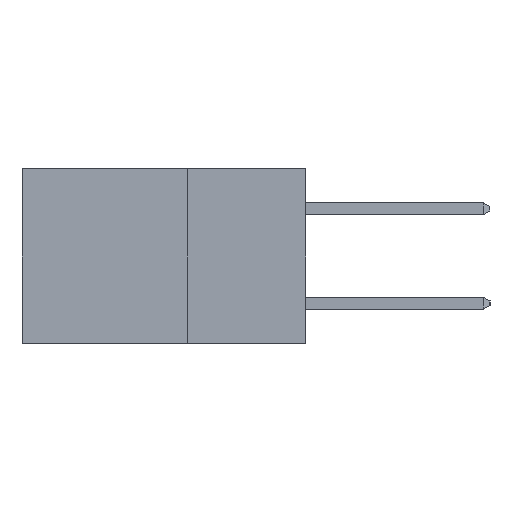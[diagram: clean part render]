
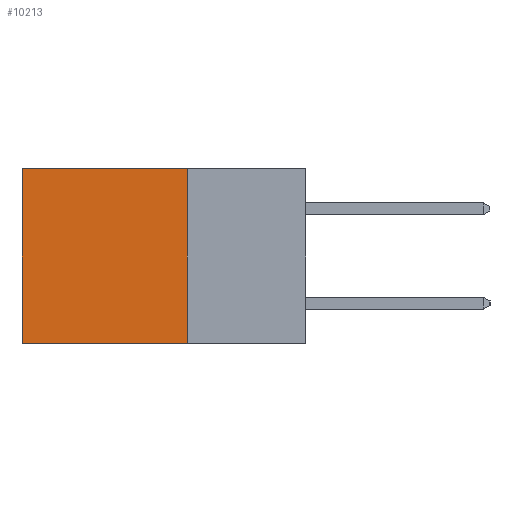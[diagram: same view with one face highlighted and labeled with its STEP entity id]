
A CAD part, left-side view. The second image highlights one B-rep face of the part: STEP entity #10213.
In plain terms, the highlighted planar face has unit normal (-1, 0, 0).
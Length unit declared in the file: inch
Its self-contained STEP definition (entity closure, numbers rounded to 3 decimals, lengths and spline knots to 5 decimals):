
#114 = VECTOR ( 'NONE', #4508, 39.37008 ) ;
#476 = VERTEX_POINT ( 'NONE', #8144 ) ;
#641 = ORIENTED_EDGE ( 'NONE', *, *, #9073, .F. ) ;
#1446 = VECTOR ( 'NONE', #3156, 39.37008 ) ;
#1566 = DIRECTION ( 'NONE',  ( 0., 0., -1. ) ) ;
#1700 = LINE ( 'NONE', #5548, #1446 ) ;
#1835 = VECTOR ( 'NONE', #5951, 39.37008 ) ;
#1849 = ORIENTED_EDGE ( 'NONE', *, *, #2094, .F. ) ;
#2094 = EDGE_CURVE ( 'NONE', #7763, #8014, #4011, .T. ) ;
#2202 = FACE_OUTER_BOUND ( 'NONE', #2362, .T. ) ;
#2362 = EDGE_LOOP ( 'NONE', ( #4197, #641, #1849, #9085 ) ) ;
#2398 = CARTESIAN_POINT ( 'NONE',  ( 0.2615, 0.25, -0.37 ) ) ;
#2435 = DIRECTION ( 'NONE',  ( 0., 0., -1. ) ) ;
#2807 = CARTESIAN_POINT ( 'NONE',  ( 0.2615, 0.25, 0. ) ) ;
#3156 = DIRECTION ( 'NONE',  ( 0., 1., 0. ) ) ;
#4011 = LINE ( 'NONE', #4128, #114 ) ;
#4057 = CARTESIAN_POINT ( 'NONE',  ( 0.2615, 0.6, 0. ) ) ;
#4128 = CARTESIAN_POINT ( 'NONE',  ( 0.2615, 0.25, -0.37 ) ) ;
#4197 = ORIENTED_EDGE ( 'NONE', *, *, #9702, .T. ) ;
#4225 = LINE ( 'NONE', #2807, #1835 ) ;
#4508 = DIRECTION ( 'NONE',  ( 0., 0., -1. ) ) ;
#5155 = VERTEX_POINT ( 'NONE', #4057 ) ;
#5389 = CARTESIAN_POINT ( 'NONE',  ( 0.2615, 0.25, -0.37 ) ) ;
#5548 = CARTESIAN_POINT ( 'NONE',  ( 0.2615, 0.25, -0.37 ) ) ;
#5951 = DIRECTION ( 'NONE',  ( 0., 1., 0. ) ) ;
#6406 = PLANE ( 'NONE',  #8462 ) ;
#6624 = CARTESIAN_POINT ( 'NONE',  ( 0.2615, 0.25, 0. ) ) ;
#7170 = DIRECTION ( 'NONE',  ( 1., 0., 0. ) ) ;
#7171 = VECTOR ( 'NONE', #1566, 39.37008 ) ;
#7327 = EDGE_CURVE ( 'NONE', #7763, #5155, #4225, .T. ) ;
#7763 = VERTEX_POINT ( 'NONE', #6624 ) ;
#7882 = CARTESIAN_POINT ( 'NONE',  ( 0.2615, 0.6, -0.37 ) ) ;
#8014 = VERTEX_POINT ( 'NONE', #5389 ) ;
#8144 = CARTESIAN_POINT ( 'NONE',  ( 0.2615, 0.6, -0.37 ) ) ;
#8462 = AXIS2_PLACEMENT_3D ( 'NONE', #2398, #7170, #2435 ) ;
#9073 = EDGE_CURVE ( 'NONE', #8014, #476, #1700, .T. ) ;
#9085 = ORIENTED_EDGE ( 'NONE', *, *, #7327, .T. ) ;
#9640 = LINE ( 'NONE', #7882, #7171 ) ;
#9702 = EDGE_CURVE ( 'NONE', #5155, #476, #9640, .T. ) ;
#10213 = ADVANCED_FACE ( 'NONE', ( #2202 ), #6406, .F. ) ;
